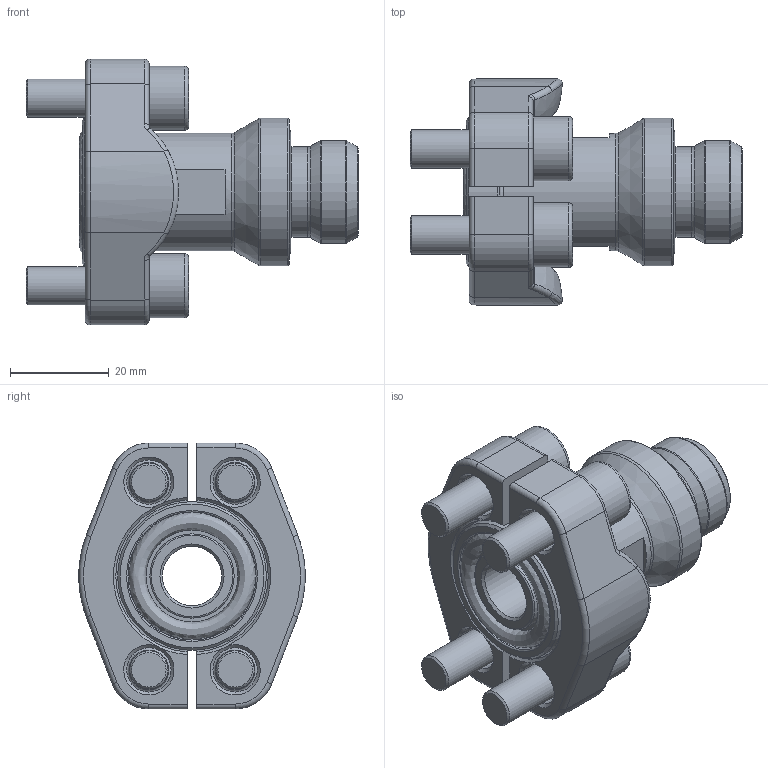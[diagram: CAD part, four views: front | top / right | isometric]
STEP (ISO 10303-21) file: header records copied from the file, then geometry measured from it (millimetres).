
FILE_DESCRIPTION(/* description */ (''),/* implementation_level */ '2;1');
FILE_NAME(/* name */ 'SGA13-3-16.stp',/* time_stamp */ '2025-01-29T09:31:24+01:00',/* author */ (''),/* organization */ (''),/* preprocessor_version */ 'ST-DEVELOPER v16',/* originating_system */ 'SIEMENS PLM Software NX 10.0',/* authorisation */ '');
FILE_SCHEMA (('CONFIG_CONTROL_DESIGN'));
Length unit declared in the file: millimetre
Products named in the file (7): X-AFH13-3_einzel; X-O22-1; X-O18; X-M8x25I; X-SGA31316; X-AFH13-3; SGA013-316
Assembly tree (10 placements, depth 3):
  SGA013-316
    X-SGA31316
    X-AFH13-3
      X-AFH13-3_einzel  x2
    X-M8x25I  x4
    X-O18
    X-O22-1
Bounding box: 67.4 x 45.95 x 54 mm (x, y, z)
Volume: 44848.3 mm3; surface area: 22795.1 mm2
Topology: 9 solids, 9 shells, 259 faces, 562 edges, 325 vertices
Faces by surface type: plane 92, cone 57, cylinder 48, torus 46, bspline 12, sphere 2, revolution 2
Full cylindrical faces by diameter (mm): 7.76 x4, 9 x4, 12 x1, 13 x4, 17.11 x1, 18.3 x1, 20.045 x1, 20.9 x1, 23.8 x1, 26 x1, 26.045 x1, 29.955 x1, 30.2 x1
Entity records: 4120 total; most frequent: CARTESIAN_POINT 796, DIRECTION 564, ORIENTED_EDGE 418, AXIS2_PLACEMENT_3D 251, EDGE_CURVE 209, EDGE_LOOP 177, VERTEX_POINT 147, ADVANCED_FACE 123
